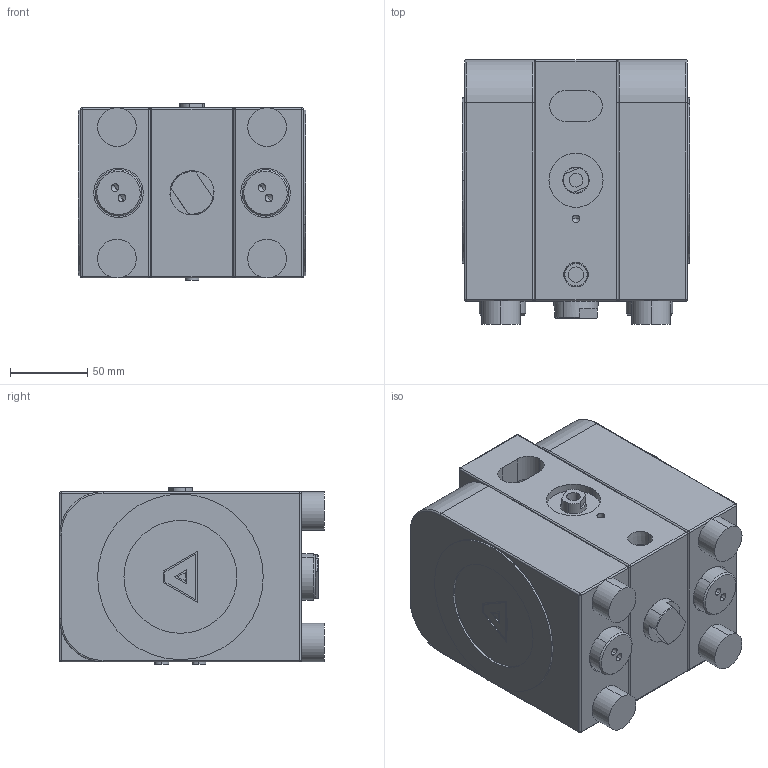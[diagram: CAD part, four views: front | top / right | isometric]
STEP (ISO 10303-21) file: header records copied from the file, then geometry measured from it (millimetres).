
FILE_DESCRIPTION (( 'STEP AP203' ), '1' );
FILE_NAME ('E10-俋倛芞-3D.STEP', '2026-01-16T05:39:50', ( '' ), ( '' ), 'SwSTEP 2.0', 'SolidWorks 2022', '' );
FILE_SCHEMA (( 'CONFIG_CONTROL_DESIGN' ));
Length unit declared in the file: millimetre
Products named in the file (17): 1 08 A45-Muffler_Basic; Abdeckkappe Doppelende E 10 - PSG China.step_Basic; 7 10 A10-Side housing_Basic; E10-外形图-3D; 7 10 A15-Valve stop，discharge valve_Basic; 1 08 A47-Air inlet_Basic; 1 08 922.-Shock absorbers_Basic; 7 10 A11-Center housing_Basic; 7 08 A19-Plug, center housing_Basic; 7 10 A17-Plug, side housing_Basic
Assembly tree (16 placements, depth 2):
  E10-外形图-3D
    7 10 A11-Center housing_Basic
    7 10 A10-Side housing_Basic
    7 10 A10-Side housing_Basic
    1 08 A47-Air inlet_Basic
    1 08 A45-Muffler_Basic
    Abdeckkappe Doppelende E 10 - PSG China.step_Basic
    7 08 A19-Plug, center housing_Basic
    7 10 A15-Valve stop，discharge valve_Basic
    7 10 A17-Plug, side housing_Basic
    1 08 922.-Shock absorbers_Basic
    1 08 922.-Shock absorbers_Basic
    1 08 922.-Shock absorbers_Basic
    1 08 922.-Shock absorbers_Basic
    7 10 A15-Valve stop，discharge valve_Basic
    7 10 A17-Plug, side housing_Basic
    Abdeckkappe Doppelende E 10 - PSG China.step_Basic
Bounding box: 147 x 171 x 114.31 mm (x, y, z)
Volume: 416593 mm3; surface area: 267968.6 mm2
Topology: 19 solids, 19 shells, 683 faces, 1706 edges, 1071 vertices
Faces by surface type: plane 327, cylinder 230, cone 59, torus 36, sphere 16, bspline 15
Entity records: 23399 total; most frequent: CARTESIAN_POINT 5035, DIRECTION 3584, ORIENTED_EDGE 3360, EDGE_CURVE 1680, AXIS2_PLACEMENT_3D 1326, VERTEX_POINT 1071, LINE 932, VECTOR 932
